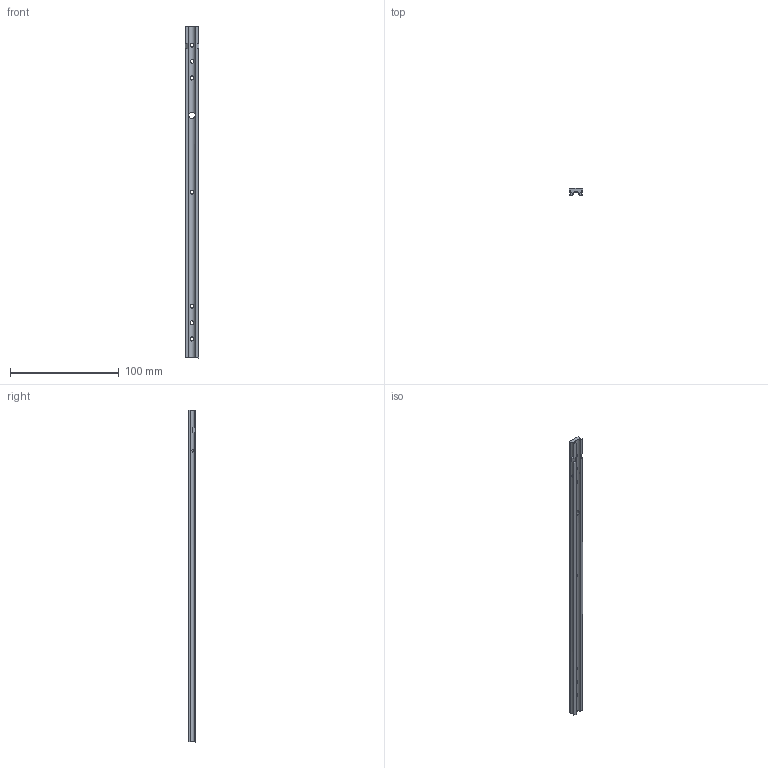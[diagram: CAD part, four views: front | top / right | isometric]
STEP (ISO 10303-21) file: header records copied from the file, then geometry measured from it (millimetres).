
FILE_DESCRIPTION (( 'STEP AP214' ), '1' );
FILE_NAME ('Inner Slide.STEP', '2025-03-09T22:35:56', ( '' ), ( '' ), 'SwSTEP 2.0', 'SolidWorks 2024', '' );
FILE_SCHEMA (( 'AUTOMOTIVE_DESIGN' ));
Length unit declared in the file: inch
Products named in the file (3): Inner Slide; InnerSlide300C.stp; BL-300C-2M.stp
Assembly tree (2 placements, depth 3):
  Inner Slide
    BL-300C-2M.stp
      InnerSlide300C.stp
Bounding box: 12 x 6.24 x 304.8 mm (x, y, z)
Volume: 15144 mm3; surface area: 13549.8 mm2
Topology: 1 solids, 1 shells, 318 faces, 932 edges, 618 vertices
Faces by surface type: cylinder 198, bspline 91, plane 27, torus 2
Entity records: 23905 total; most frequent: CARTESIAN_POINT 17464, ORIENTED_EDGE 1864, EDGE_CURVE 932, DIRECTION 752, VERTEX_POINT 618, EDGE_LOOP 336, ADVANCED_FACE 318, FACE_OUTER_BOUND 318
